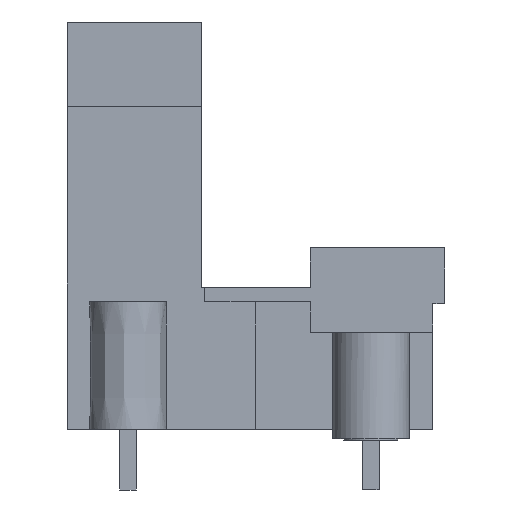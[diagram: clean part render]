
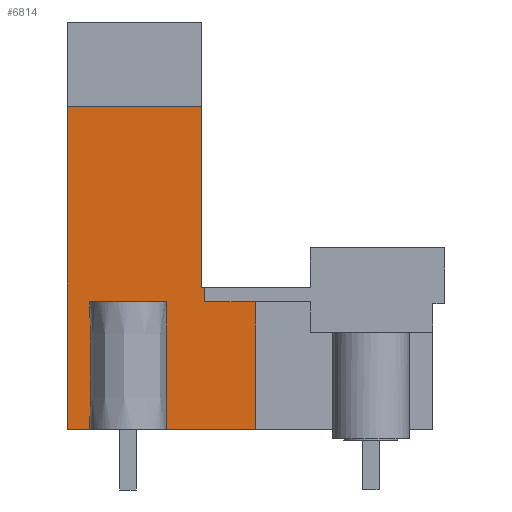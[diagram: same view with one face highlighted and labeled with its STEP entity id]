
A CAD part, left-side view. The second image highlights one B-rep face of the part: STEP entity #6814.
In plain terms, the highlighted planar face has unit normal (-1, 0, 0).
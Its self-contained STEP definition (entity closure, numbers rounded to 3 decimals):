
#6739=AXIS2_PLACEMENT_3D('Plane Axis2P3D',#6736,#6737,#6738) ;
#3769=CARTESIAN_POINT('Vertex',(3.84,23.67,3.8)) ;
#3772=CARTESIAN_POINT('Line Origine',(3.84,23.67,13.93)) ;
#3776=CARTESIAN_POINT('Vertex',(3.84,23.67,24.06)) ;
#4073=CARTESIAN_POINT('Vertex',(3.84,15.24,24.06)) ;
#4076=CARTESIAN_POINT('Line Origine',(3.84,15.24,18.38)) ;
#4080=CARTESIAN_POINT('Vertex',(3.84,15.24,12.7)) ;
#4689=CARTESIAN_POINT('Vertex',(3.84,21.887,3.8)) ;
#4692=CARTESIAN_POINT('Line Origine',(3.84,22.779,3.8)) ;
#4906=CARTESIAN_POINT('Vertex',(3.84,11.84,3.8)) ;
#4909=CARTESIAN_POINT('Line Origine',(3.84,13.165,3.8)) ;
#4913=CARTESIAN_POINT('Vertex',(3.84,14.49,3.8)) ;
#4916=CARTESIAN_POINT('Line Origine',(3.84,16.171,3.8)) ;
#4920=CARTESIAN_POINT('Vertex',(3.84,17.853,3.8)) ;
#6736=CARTESIAN_POINT('Axis2P3D Location',(3.84,23.67,3.2)) ;
#6741=CARTESIAN_POINT('Line Origine',(3.84,20.055,24.06)) ;
#6745=CARTESIAN_POINT('Vertex',(3.84,16.44,24.06)) ;
#6748=CARTESIAN_POINT('Line Origine',(3.84,21.887,7.8)) ;
#6752=CARTESIAN_POINT('Vertex',(3.84,21.887,11.8)) ;
#6755=CARTESIAN_POINT('Line Origine',(3.84,19.87,11.8)) ;
#6759=CARTESIAN_POINT('Vertex',(3.84,17.853,11.8)) ;
#6762=CARTESIAN_POINT('Line Origine',(3.84,17.853,7.8)) ;
#6767=CARTESIAN_POINT('Line Origine',(3.84,11.84,7.8)) ;
#6771=CARTESIAN_POINT('Vertex',(3.84,11.84,11.8)) ;
#6774=CARTESIAN_POINT('Line Origine',(3.84,13.44,11.8)) ;
#6778=CARTESIAN_POINT('Vertex',(3.84,15.04,11.8)) ;
#6781=CARTESIAN_POINT('Line Origine',(3.84,15.04,12.25)) ;
#6785=CARTESIAN_POINT('Vertex',(3.84,15.04,12.7)) ;
#6788=CARTESIAN_POINT('Line Origine',(3.84,15.14,12.7)) ;
#6793=CARTESIAN_POINT('Line Origine',(3.84,15.84,24.06)) ;
#3773=DIRECTION('Vector Direction',(0.,0.,1.)) ;
#4077=DIRECTION('Vector Direction',(0.,0.,1.)) ;
#4693=DIRECTION('Vector Direction',(0.,1.,0.)) ;
#4910=DIRECTION('Vector Direction',(0.,-1.,0.)) ;
#4917=DIRECTION('Vector Direction',(0.,1.,0.)) ;
#6737=DIRECTION('Axis2P3D Direction',(-1.,0.,0.)) ;
#6738=DIRECTION('Axis2P3D XDirection',(0.,-1.,0.)) ;
#6742=DIRECTION('Vector Direction',(0.,1.,0.)) ;
#6749=DIRECTION('Vector Direction',(0.,0.,1.)) ;
#6756=DIRECTION('Vector Direction',(0.,1.,0.)) ;
#6763=DIRECTION('Vector Direction',(0.,0.,1.)) ;
#6768=DIRECTION('Vector Direction',(0.,0.,1.)) ;
#6775=DIRECTION('Vector Direction',(0.,1.,0.)) ;
#6782=DIRECTION('Vector Direction',(0.,0.,-1.)) ;
#6789=DIRECTION('Vector Direction',(0.,-1.,0.)) ;
#6794=DIRECTION('Vector Direction',(0.,-1.,0.)) ;
#3774=VECTOR('Line Direction',#3773,1.) ;
#4078=VECTOR('Line Direction',#4077,1.) ;
#4694=VECTOR('Line Direction',#4693,1.) ;
#4911=VECTOR('Line Direction',#4910,1.) ;
#4918=VECTOR('Line Direction',#4917,1.) ;
#6743=VECTOR('Line Direction',#6742,1.) ;
#6750=VECTOR('Line Direction',#6749,1.) ;
#6757=VECTOR('Line Direction',#6756,1.) ;
#6764=VECTOR('Line Direction',#6763,1.) ;
#6769=VECTOR('Line Direction',#6768,1.) ;
#6776=VECTOR('Line Direction',#6775,1.) ;
#6783=VECTOR('Line Direction',#6782,1.) ;
#6790=VECTOR('Line Direction',#6789,1.) ;
#6795=VECTOR('Line Direction',#6794,1.) ;
#6799=ORIENTED_EDGE('',*,*,#6747,.T.) ;
#6800=ORIENTED_EDGE('',*,*,#3778,.T.) ;
#6801=ORIENTED_EDGE('',*,*,#4696,.F.) ;
#6802=ORIENTED_EDGE('',*,*,#6754,.T.) ;
#6803=ORIENTED_EDGE('',*,*,#6761,.F.) ;
#6804=ORIENTED_EDGE('',*,*,#6766,.F.) ;
#6805=ORIENTED_EDGE('',*,*,#4922,.F.) ;
#6806=ORIENTED_EDGE('',*,*,#4915,.T.) ;
#6807=ORIENTED_EDGE('',*,*,#6773,.T.) ;
#6808=ORIENTED_EDGE('',*,*,#6780,.T.) ;
#6809=ORIENTED_EDGE('',*,*,#6787,.F.) ;
#6810=ORIENTED_EDGE('',*,*,#6792,.F.) ;
#6811=ORIENTED_EDGE('',*,*,#4082,.T.) ;
#6812=ORIENTED_EDGE('',*,*,#6797,.T.) ;
#6814=ADVANCED_FACE('HOUSING',(#6813),#6740,.T.) ;
#3778=EDGE_CURVE('',#3777,#3770,#3775,.F.) ;
#4082=EDGE_CURVE('',#4081,#4074,#4079,.T.) ;
#4696=EDGE_CURVE('',#4690,#3770,#4695,.T.) ;
#4915=EDGE_CURVE('',#4914,#4907,#4912,.T.) ;
#4922=EDGE_CURVE('',#4914,#4921,#4919,.T.) ;
#6747=EDGE_CURVE('',#6746,#3777,#6744,.T.) ;
#6754=EDGE_CURVE('',#4690,#6753,#6751,.T.) ;
#6761=EDGE_CURVE('',#6760,#6753,#6758,.T.) ;
#6766=EDGE_CURVE('',#4921,#6760,#6765,.T.) ;
#6773=EDGE_CURVE('',#4907,#6772,#6770,.T.) ;
#6780=EDGE_CURVE('',#6772,#6779,#6777,.T.) ;
#6787=EDGE_CURVE('',#6786,#6779,#6784,.T.) ;
#6792=EDGE_CURVE('',#4081,#6786,#6791,.T.) ;
#6797=EDGE_CURVE('',#4074,#6746,#6796,.F.) ;
#6798=EDGE_LOOP('',(#6799,#6800,#6801,#6802,#6803,#6804,#6805,#6806,#6807,#6808,#6809,#6810,#6811,#6812)) ;
#6813=FACE_OUTER_BOUND('',#6798,.T.) ;
#3775=LINE('Line',#3772,#3774) ;
#4079=LINE('Line',#4076,#4078) ;
#4695=LINE('Line',#4692,#4694) ;
#4912=LINE('Line',#4909,#4911) ;
#4919=LINE('Line',#4916,#4918) ;
#6744=LINE('Line',#6741,#6743) ;
#6751=LINE('Line',#6748,#6750) ;
#6758=LINE('Line',#6755,#6757) ;
#6765=LINE('Line',#6762,#6764) ;
#6770=LINE('Line',#6767,#6769) ;
#6777=LINE('Line',#6774,#6776) ;
#6784=LINE('Line',#6781,#6783) ;
#6791=LINE('Line',#6788,#6790) ;
#6796=LINE('Line',#6793,#6795) ;
#6740=PLANE('',#6739) ;
#3770=VERTEX_POINT('',#3769) ;
#3777=VERTEX_POINT('',#3776) ;
#4074=VERTEX_POINT('',#4073) ;
#4081=VERTEX_POINT('',#4080) ;
#4690=VERTEX_POINT('',#4689) ;
#4907=VERTEX_POINT('',#4906) ;
#4914=VERTEX_POINT('',#4913) ;
#4921=VERTEX_POINT('',#4920) ;
#6746=VERTEX_POINT('',#6745) ;
#6753=VERTEX_POINT('',#6752) ;
#6760=VERTEX_POINT('',#6759) ;
#6772=VERTEX_POINT('',#6771) ;
#6779=VERTEX_POINT('',#6778) ;
#6786=VERTEX_POINT('',#6785) ;
